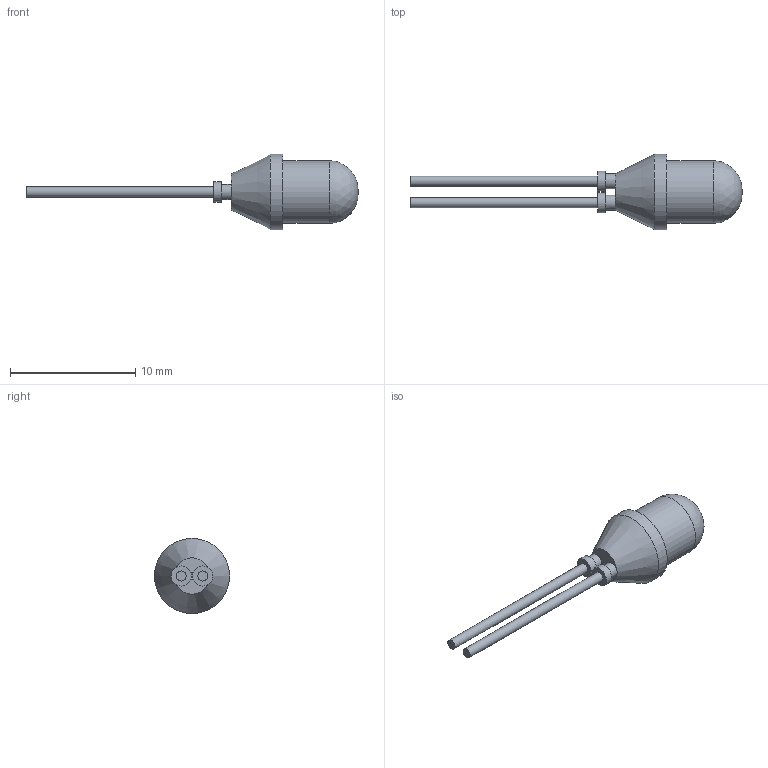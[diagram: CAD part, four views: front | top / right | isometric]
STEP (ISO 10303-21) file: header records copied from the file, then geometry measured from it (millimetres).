
FILE_DESCRIPTION(/* description */ (''),/* implementation_level */ '2;1');
FILE_NAME(/* name */ '',/* time_stamp */ '2023-12-14T23:49:19+02:00',/* author */ ('user'),/* organization */ (''),/* preprocessor_version */ 'ST-DEVELOPER v19.2',/* originating_system */ 'Autodesk Inventor 2024',/* authorisation */ '');
FILE_SCHEMA (('AUTOMOTIVE_DESIGN { 1 0 10303 214 3 1 1 }'));
Length unit declared in the file: millimetre
Products named in the file (1): АЛ307
Bounding box: 26.51 x 6 x 6 mm (x, y, z)
Volume: 201.8 mm3; surface area: 269.8 mm2
Topology: 1 solids, 1 shells, 22 faces, 46 edges, 34 vertices
Faces by surface type: plane 11, cylinder 8, bspline 2, cone 1
Full cylindrical faces by diameter (mm): 0.8 x2, 1.2 x2, 1.6 x2, 5.004 x1, 6 x1
Entity records: 703 total; most frequent: CARTESIAN_POINT 164, DIRECTION 111, ORIENTED_EDGE 86, AXIS2_PLACEMENT_3D 51, EDGE_CURVE 43, CIRCLE 30, VERTEX_POINT 29, EDGE_LOOP 28
